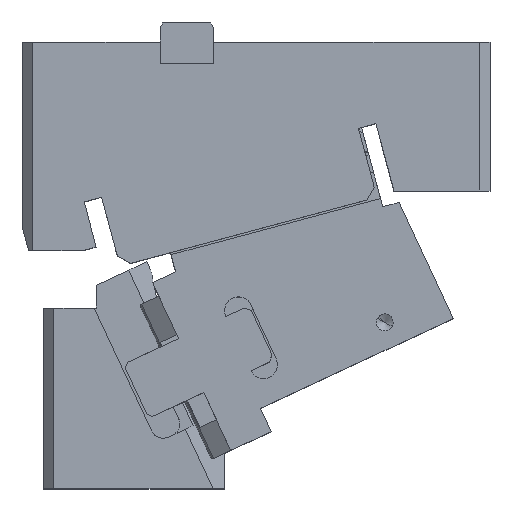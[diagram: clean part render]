
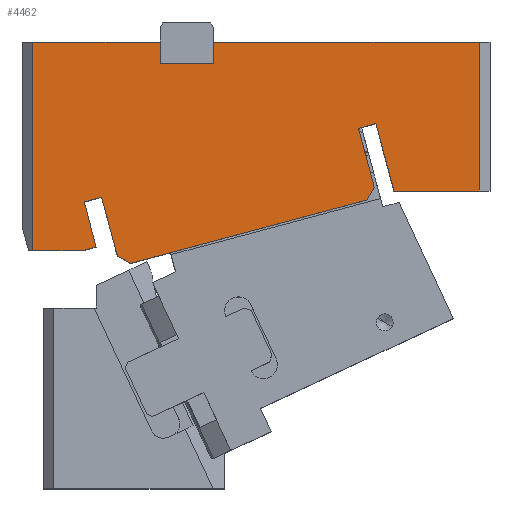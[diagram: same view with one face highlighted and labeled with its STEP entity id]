
A CAD part, top view. The second image highlights one B-rep face of the part: STEP entity #4462.
In plain terms, the highlighted planar face has unit normal (0, 0, 1).
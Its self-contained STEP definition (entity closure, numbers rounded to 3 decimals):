
#98=CARTESIAN_POINT('Vertex',(-136.194,22.,30.)) ;
#101=CARTESIAN_POINT('Line Origine',(-148.097,22.,30.)) ;
#105=CARTESIAN_POINT('Vertex',(-160.,22.,30.)) ;
#198=CARTESIAN_POINT('Line Origine',(-160.,71.,30.)) ;
#202=CARTESIAN_POINT('Vertex',(-160.,120.,30.)) ;
#529=CARTESIAN_POINT('Vertex',(-6.844,79.435,30.)) ;
#545=CARTESIAN_POINT('Vertex',(-127.585,47.083,30.)) ;
#548=CARTESIAN_POINT('Line Origine',(-127.827,47.018,30.)) ;
#552=CARTESIAN_POINT('Vertex',(-128.068,46.954,30.)) ;
#555=CARTESIAN_POINT('Line Origine',(-131.932,45.918,30.)) ;
#559=CARTESIAN_POINT('Vertex',(-135.795,44.883,30.)) ;
#590=CARTESIAN_POINT('Vertex',(1.366,81.635,30.)) ;
#593=CARTESIAN_POINT('Line Origine',(-2.498,80.6,30.)) ;
#597=CARTESIAN_POINT('Vertex',(-6.361,79.565,30.)) ;
#600=CARTESIAN_POINT('Line Origine',(-6.603,79.5,30.)) ;
#816=CARTESIAN_POINT('Vertex',(9.843,50.,30.)) ;
#819=CARTESIAN_POINT('Line Origine',(5.604,65.818,30.)) ;
#947=CARTESIAN_POINT('Line Origine',(-3.15,65.648,30.)) ;
#951=CARTESIAN_POINT('Vertex',(0.544,51.861,30.)) ;
#1287=CARTESIAN_POINT('Line Origine',(-1.224,48.799,30.)) ;
#1291=CARTESIAN_POINT('Vertex',(-2.991,45.737,30.)) ;
#1346=CARTESIAN_POINT('Vertex',(-114.073,15.973,30.)) ;
#1349=CARTESIAN_POINT('Line Origine',(-117.135,17.741,30.)) ;
#1353=CARTESIAN_POINT('Vertex',(-120.197,19.509,30.)) ;
#1440=CARTESIAN_POINT('Vertex',(-100.,110.,30.)) ;
#1447=CARTESIAN_POINT('Vertex',(-100.,120.,30.)) ;
#1450=CARTESIAN_POINT('Line Origine',(-100.,115.,30.)) ;
#1467=CARTESIAN_POINT('Line Origine',(-87.5,110.,30.)) ;
#1471=CARTESIAN_POINT('Vertex',(-75.,110.,30.)) ;
#1490=CARTESIAN_POINT('Vertex',(-75.,120.,30.)) ;
#1493=CARTESIAN_POINT('Line Origine',(-75.,115.,30.)) ;
#1555=CARTESIAN_POINT('Vertex',(50.,50.,30.)) ;
#1569=CARTESIAN_POINT('Vertex',(50.,120.,30.)) ;
#1572=CARTESIAN_POINT('Line Origine',(50.,85.,30.)) ;
#3650=CARTESIAN_POINT('Line Origine',(-58.532,30.855,30.)) ;
#4021=CARTESIAN_POINT('Line Origine',(-123.891,33.296,30.)) ;
#4164=CARTESIAN_POINT('Line Origine',(29.921,50.,30.)) ;
#4201=CARTESIAN_POINT('Line Origine',(-12.5,120.,30.)) ;
#4279=CARTESIAN_POINT('Line Origine',(-132.948,34.258,30.)) ;
#4283=CARTESIAN_POINT('Vertex',(-130.101,23.633,30.)) ;
#4344=CARTESIAN_POINT('Line Origine',(-130.,120.,30.)) ;
#4421=CARTESIAN_POINT('Line Origine',(-133.148,22.816,30.)) ;
#4434=CARTESIAN_POINT('Axis2P3D Location',(-165.,120.,30.)) ;
#102=DIRECTION('Vector Direction',(1.,0.,0.)) ;
#199=DIRECTION('Vector Direction',(0.,-1.,0.)) ;
#549=DIRECTION('Vector Direction',(0.966,0.259,0.)) ;
#556=DIRECTION('Vector Direction',(-0.966,-0.259,0.)) ;
#594=DIRECTION('Vector Direction',(0.966,0.259,0.)) ;
#601=DIRECTION('Vector Direction',(0.966,0.259,0.)) ;
#820=DIRECTION('Vector Direction',(0.259,-0.966,0.)) ;
#948=DIRECTION('Vector Direction',(-0.259,0.966,0.)) ;
#1288=DIRECTION('Vector Direction',(0.5,0.866,0.)) ;
#1350=DIRECTION('Vector Direction',(0.866,-0.5,0.)) ;
#1451=DIRECTION('Vector Direction',(0.,1.,0.)) ;
#1468=DIRECTION('Vector Direction',(1.,0.,0.)) ;
#1494=DIRECTION('Vector Direction',(0.,1.,0.)) ;
#1573=DIRECTION('Vector Direction',(0.,1.,0.)) ;
#3651=DIRECTION('Vector Direction',(0.966,0.259,0.)) ;
#4022=DIRECTION('Vector Direction',(-0.259,0.966,0.)) ;
#4165=DIRECTION('Vector Direction',(1.,0.,0.)) ;
#4202=DIRECTION('Vector Direction',(-1.,0.,0.)) ;
#4280=DIRECTION('Vector Direction',(-0.259,0.966,0.)) ;
#4345=DIRECTION('Vector Direction',(-1.,0.,0.)) ;
#4422=DIRECTION('Vector Direction',(0.966,0.259,0.)) ;
#4435=DIRECTION('Axis2P3D Direction',(0.,0.,1.)) ;
#4436=DIRECTION('Axis2P3D XDirection',(1.,0.,0.)) ;
#4437=AXIS2_PLACEMENT_3D('Plane Axis2P3D',#4434,#4435,#4436) ;
#4440=ORIENTED_EDGE('',*,*,#4025,.F.) ;
#4441=ORIENTED_EDGE('',*,*,#1355,.T.) ;
#4442=ORIENTED_EDGE('',*,*,#3654,.T.) ;
#4443=ORIENTED_EDGE('',*,*,#1293,.T.) ;
#4444=ORIENTED_EDGE('',*,*,#953,.T.) ;
#4445=ORIENTED_EDGE('',*,*,#604,.T.) ;
#4446=ORIENTED_EDGE('',*,*,#599,.T.) ;
#4447=ORIENTED_EDGE('',*,*,#823,.T.) ;
#4448=ORIENTED_EDGE('',*,*,#4168,.T.) ;
#4449=ORIENTED_EDGE('',*,*,#1576,.T.) ;
#4450=ORIENTED_EDGE('',*,*,#4205,.T.) ;
#4451=ORIENTED_EDGE('',*,*,#1497,.F.) ;
#4452=ORIENTED_EDGE('',*,*,#1473,.F.) ;
#4453=ORIENTED_EDGE('',*,*,#1454,.T.) ;
#4454=ORIENTED_EDGE('',*,*,#4348,.T.) ;
#4455=ORIENTED_EDGE('',*,*,#204,.T.) ;
#4456=ORIENTED_EDGE('',*,*,#107,.T.) ;
#4457=ORIENTED_EDGE('',*,*,#4425,.T.) ;
#4458=ORIENTED_EDGE('',*,*,#4285,.T.) ;
#4459=ORIENTED_EDGE('',*,*,#561,.F.) ;
#4460=ORIENTED_EDGE('',*,*,#554,.T.) ;
#103=VECTOR('Line Direction',#102,1.) ;
#200=VECTOR('Line Direction',#199,1.) ;
#550=VECTOR('Line Direction',#549,1.) ;
#557=VECTOR('Line Direction',#556,1.) ;
#595=VECTOR('Line Direction',#594,1.) ;
#602=VECTOR('Line Direction',#601,1.) ;
#821=VECTOR('Line Direction',#820,1.) ;
#949=VECTOR('Line Direction',#948,1.) ;
#1289=VECTOR('Line Direction',#1288,1.) ;
#1351=VECTOR('Line Direction',#1350,1.) ;
#1452=VECTOR('Line Direction',#1451,1.) ;
#1469=VECTOR('Line Direction',#1468,1.) ;
#1495=VECTOR('Line Direction',#1494,1.) ;
#1574=VECTOR('Line Direction',#1573,1.) ;
#3652=VECTOR('Line Direction',#3651,1.) ;
#4023=VECTOR('Line Direction',#4022,1.) ;
#4166=VECTOR('Line Direction',#4165,1.) ;
#4203=VECTOR('Line Direction',#4202,1.) ;
#4281=VECTOR('Line Direction',#4280,1.) ;
#4346=VECTOR('Line Direction',#4345,1.) ;
#4423=VECTOR('Line Direction',#4422,1.) ;
#4462=ADVANCED_FACE('CAM HOLDER',(#4461),#4438,.T.) ;
#107=EDGE_CURVE('',#106,#99,#104,.T.) ;
#204=EDGE_CURVE('',#203,#106,#201,.T.) ;
#554=EDGE_CURVE('',#553,#546,#551,.T.) ;
#561=EDGE_CURVE('',#553,#560,#558,.T.) ;
#599=EDGE_CURVE('',#598,#591,#596,.T.) ;
#604=EDGE_CURVE('',#530,#598,#603,.T.) ;
#823=EDGE_CURVE('',#591,#817,#822,.T.) ;
#953=EDGE_CURVE('',#952,#530,#950,.T.) ;
#1293=EDGE_CURVE('',#1292,#952,#1290,.T.) ;
#1355=EDGE_CURVE('',#1354,#1347,#1352,.T.) ;
#1454=EDGE_CURVE('',#1441,#1448,#1453,.T.) ;
#1473=EDGE_CURVE('',#1441,#1472,#1470,.T.) ;
#1497=EDGE_CURVE('',#1472,#1491,#1496,.T.) ;
#1576=EDGE_CURVE('',#1556,#1570,#1575,.T.) ;
#3654=EDGE_CURVE('',#1347,#1292,#3653,.T.) ;
#4025=EDGE_CURVE('',#1354,#546,#4024,.T.) ;
#4168=EDGE_CURVE('',#817,#1556,#4167,.T.) ;
#4205=EDGE_CURVE('',#1570,#1491,#4204,.T.) ;
#4285=EDGE_CURVE('',#4284,#560,#4282,.T.) ;
#4348=EDGE_CURVE('',#1448,#203,#4347,.T.) ;
#4425=EDGE_CURVE('',#99,#4284,#4424,.T.) ;
#4439=EDGE_LOOP('',(#4440,#4441,#4442,#4443,#4444,#4445,#4446,#4447,#4448,#4449,#4450,#4451,#4452,#4453,#4454,#4455,#4456,#4457,#4458,#4459,#4460)) ;
#4461=FACE_OUTER_BOUND('',#4439,.T.) ;
#104=LINE('Line',#101,#103) ;
#201=LINE('Line',#198,#200) ;
#551=LINE('Line',#548,#550) ;
#558=LINE('Line',#555,#557) ;
#596=LINE('Line',#593,#595) ;
#603=LINE('Line',#600,#602) ;
#822=LINE('Line',#819,#821) ;
#950=LINE('Line',#947,#949) ;
#1290=LINE('Line',#1287,#1289) ;
#1352=LINE('Line',#1349,#1351) ;
#1453=LINE('Line',#1450,#1452) ;
#1470=LINE('Line',#1467,#1469) ;
#1496=LINE('Line',#1493,#1495) ;
#1575=LINE('Line',#1572,#1574) ;
#3653=LINE('Line',#3650,#3652) ;
#4024=LINE('Line',#4021,#4023) ;
#4167=LINE('Line',#4164,#4166) ;
#4204=LINE('Line',#4201,#4203) ;
#4282=LINE('Line',#4279,#4281) ;
#4347=LINE('Line',#4344,#4346) ;
#4424=LINE('Line',#4421,#4423) ;
#4438=PLANE('Plane',#4437) ;
#99=VERTEX_POINT('',#98) ;
#106=VERTEX_POINT('',#105) ;
#203=VERTEX_POINT('',#202) ;
#530=VERTEX_POINT('',#529) ;
#546=VERTEX_POINT('',#545) ;
#553=VERTEX_POINT('',#552) ;
#560=VERTEX_POINT('',#559) ;
#591=VERTEX_POINT('',#590) ;
#598=VERTEX_POINT('',#597) ;
#817=VERTEX_POINT('',#816) ;
#952=VERTEX_POINT('',#951) ;
#1292=VERTEX_POINT('',#1291) ;
#1347=VERTEX_POINT('',#1346) ;
#1354=VERTEX_POINT('',#1353) ;
#1441=VERTEX_POINT('',#1440) ;
#1448=VERTEX_POINT('',#1447) ;
#1472=VERTEX_POINT('',#1471) ;
#1491=VERTEX_POINT('',#1490) ;
#1556=VERTEX_POINT('',#1555) ;
#1570=VERTEX_POINT('',#1569) ;
#4284=VERTEX_POINT('',#4283) ;
